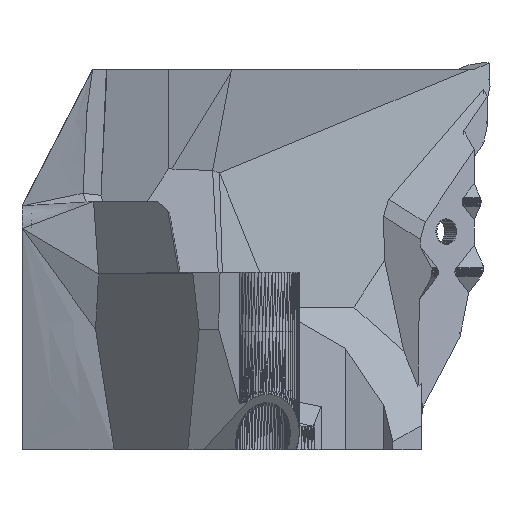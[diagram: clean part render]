
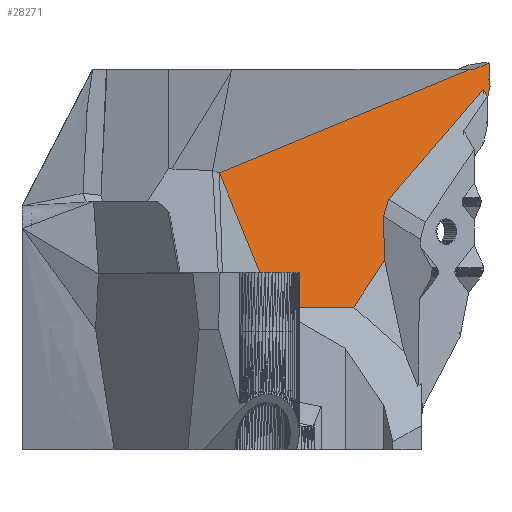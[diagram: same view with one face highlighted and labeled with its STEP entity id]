
A CAD part, front view. The second image highlights one B-rep face of the part: STEP entity #28271.
In plain terms, the highlighted planar face has unit normal (0.484, -0.874, 0.043).
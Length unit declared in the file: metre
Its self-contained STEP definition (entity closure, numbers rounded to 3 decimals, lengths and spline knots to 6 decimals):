
#81=B_SPLINE_CURVE_WITH_KNOTS('',3,(#40229,#40230,#40231,#40232),
 .UNSPECIFIED.,.F.,.F.,(4,4),(0.,1.),.UNSPECIFIED.);
#6446=ORIENTED_EDGE('',*,*,#7663,.T.);
#6447=ORIENTED_EDGE('',*,*,#8372,.F.);
#6448=ORIENTED_EDGE('',*,*,#8368,.T.);
#6449=ORIENTED_EDGE('',*,*,#10665,.F.);
#6450=ORIENTED_EDGE('',*,*,#8829,.F.);
#6451=ORIENTED_EDGE('',*,*,#8353,.T.);
#6452=ORIENTED_EDGE('',*,*,#8357,.T.);
#6453=ORIENTED_EDGE('',*,*,#10798,.T.);
#6454=ORIENTED_EDGE('',*,*,#7880,.F.);
#6455=ORIENTED_EDGE('',*,*,#10799,.T.);
#6456=ORIENTED_EDGE('',*,*,#8363,.T.);
#6457=ORIENTED_EDGE('',*,*,#8358,.T.);
#7663=EDGE_CURVE('',#11347,#11346,#13003,.T.);
#7880=EDGE_CURVE('',#11524,#11525,#13220,.T.);
#8353=EDGE_CURVE('',#11896,#11895,#13690,.T.);
#8357=EDGE_CURVE('',#11895,#11898,#13694,.T.);
#8358=EDGE_CURVE('',#11899,#11347,#13695,.T.);
#8363=EDGE_CURVE('',#11902,#11899,#13700,.T.);
#8368=EDGE_CURVE('',#11907,#11903,#81,.F.);
#8372=EDGE_CURVE('',#11907,#11346,#13707,.T.);
#8829=EDGE_CURVE('',#11896,#12078,#14143,.T.);
#10665=EDGE_CURVE('',#12078,#11903,#15960,.T.);
#10798=EDGE_CURVE('',#11898,#11525,#16090,.T.);
#10799=EDGE_CURVE('',#11524,#11902,#16091,.T.);
#11346=VERTEX_POINT('',#38805);
#11347=VERTEX_POINT('',#38807);
#11524=VERTEX_POINT('',#39242);
#11525=VERTEX_POINT('',#39243);
#11895=VERTEX_POINT('',#40194);
#11896=VERTEX_POINT('',#40196);
#11898=VERTEX_POINT('',#40202);
#11899=VERTEX_POINT('',#40206);
#11902=VERTEX_POINT('',#40214);
#11903=VERTEX_POINT('',#40218);
#11907=VERTEX_POINT('',#40233);
#12078=VERTEX_POINT('',#41162);
#13003=LINE('',#38806,#16640);
#13220=LINE('',#39241,#16857);
#13690=LINE('',#40195,#17327);
#13694=LINE('',#40203,#17331);
#13695=LINE('',#40205,#17332);
#13700=LINE('',#40215,#17337);
#13707=LINE('',#40240,#17344);
#14143=LINE('',#41163,#17780);
#15960=LINE('',#44868,#19597);
#16090=LINE('',#45144,#19727);
#16091=LINE('',#45145,#19728);
#16640=VECTOR('',#30859,1.);
#16857=VECTOR('',#31158,1.);
#17327=VECTOR('',#31836,1.);
#17331=VECTOR('',#31842,1.);
#17332=VECTOR('',#31845,1.);
#17337=VECTOR('',#31852,1.);
#17344=VECTOR('',#31865,1.);
#17780=VECTOR('',#32905,1.);
#19597=VECTOR('',#37226,1.);
#19727=VECTOR('',#37606,1.);
#19728=VECTOR('',#37607,1.);
#21999=EDGE_LOOP('',(#6446,#6447,#6448,#6449,#6450,#6451,#6452,#6453,#6454,
#6455,#6456,#6457));
#24102=FACE_BOUND('',#21999,.T.);
#26202=PLANE('',#30411);
#28271=ADVANCED_FACE('',(#24102),#26202,.T.);
#30411=AXIS2_PLACEMENT_3D('',#45143,#37604,#37605);
#30859=DIRECTION('',(-0.875,-0.485,0.));
#31158=DIRECTION('',(-0.027,0.034,0.999));
#31836=DIRECTION('',(-0.027,0.034,0.999));
#31842=DIRECTION('',(0.286,0.204,0.936));
#31845=DIRECTION('',(-0.816,-0.469,-0.338));
#31852=DIRECTION('',(-0.027,0.034,0.999));
#31865=DIRECTION('',(0.816,0.469,0.338));
#32905=DIRECTION('',(-0.52,-0.327,-0.789));
#37226=DIRECTION('',(-0.875,-0.485,0.));
#37604=DIRECTION('',(0.484,-0.874,0.043));
#37605=DIRECTION('',(0.875,0.485,0.));
#37606=DIRECTION('',(0.606,0.37,0.704));
#37607=DIRECTION('',(0.204,0.161,0.966));
#38805=CARTESIAN_POINT('',(0.042807,0.029696,0.042058));
#38806=CARTESIAN_POINT('',(0.029913,0.022552,0.042059));
#38807=CARTESIAN_POINT('',(0.043308,0.029974,0.042059));
#39241=CARTESIAN_POINT('',(0.044718,0.029829,0.023211));
#39242=CARTESIAN_POINT('',(0.044337,0.030299,0.03708));
#39243=CARTESIAN_POINT('',(0.044261,0.030394,0.039855));
#40194=CARTESIAN_POINT('',(0.033216,0.023584,0.025812));
#40195=CARTESIAN_POINT('',(0.033477,0.023262,0.01632));
#40196=CARTESIAN_POINT('',(0.033351,0.023417,0.020915));
#40202=CARTESIAN_POINT('',(0.03379,0.023994,0.027691));
#40203=CARTESIAN_POINT('',(0.03343,0.023736,0.026511));
#40205=CARTESIAN_POINT('',(0.026304,0.020206,0.035015));
#40206=CARTESIAN_POINT('',(0.044923,0.030902,0.042728));
#40214=CARTESIAN_POINT('',(0.044993,0.030815,0.040178));
#40215=CARTESIAN_POINT('',(0.045459,0.03024,0.023217));
#40218=CARTESIAN_POINT('',(0.02114,0.016397,0.015752));
#40229=CARTESIAN_POINT('',(0.02114,0.016397,0.015752));
#40230=CARTESIAN_POINT('',(0.019131,0.015527,0.020696));
#40231=CARTESIAN_POINT('',(0.017121,0.014657,0.02564));
#40232=CARTESIAN_POINT('',(0.015112,0.013786,0.030585));
#40233=CARTESIAN_POINT('',(0.015112,0.013786,0.030585));
#40240=CARTESIAN_POINT('',(0.026244,0.020182,0.035196));
#41162=CARTESIAN_POINT('',(0.029947,0.021277,0.015752));
#41163=CARTESIAN_POINT('',(0.03315,0.023291,0.020611));
#44868=CARTESIAN_POINT('',(0.030461,0.021562,0.015752));
#45143=CARTESIAN_POINT('',(0.030309,0.021838,0.023086));
#45144=CARTESIAN_POINT('',(0.042657,0.029413,0.037992));
#45145=CARTESIAN_POINT('',(0.04071,0.027448,0.01995));
